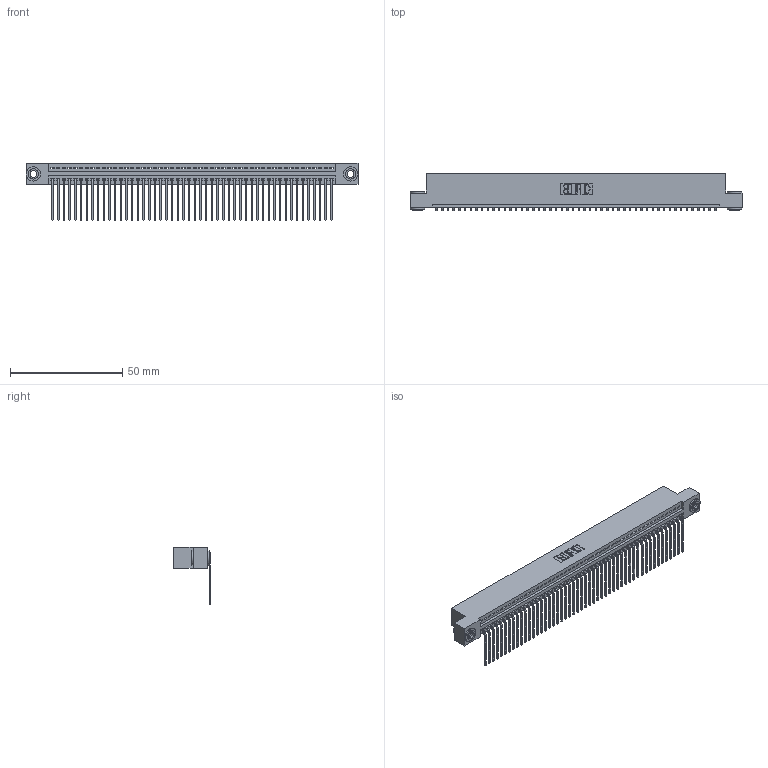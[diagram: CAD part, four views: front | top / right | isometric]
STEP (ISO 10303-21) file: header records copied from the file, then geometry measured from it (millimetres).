
FILE_DESCRIPTION (( 'STEP AP203' ), '1' );
FILE_NAME ('395-050-559-103.STEP', '2018-11-20T10:58:14', ( '' ), ( '' ), 'SwSTEP 2.0', 'SolidWorks 2016', '' );
FILE_SCHEMA (( 'CONFIG_CONTROL_DESIGN' ));
Length unit declared in the file: inch
Products named in the file (4): 345 Part_Flush Mounting Lugs - 0.156 Dia-TH; 395-050-559-103; 345-292-001_558 559 Tail - 1; 345-250-002_345-250-002-102
Assembly tree (53 placements, depth 2):
  395-050-559-103
    345 Part_Flush Mounting Lugs - 0.156 Dia-TH
    345-292-001_558 559 Tail - 1  x50
    345-250-002_345-250-002-102  x2
Bounding box: 148.21 x 16.75 x 25.53 mm (x, y, z)
Volume: 14328.6 mm3; surface area: 20343.5 mm2
Topology: 53 solids, 53 shells, 3164 faces, 9517 edges, 6274 vertices
Faces by surface type: plane 2190, cylinder 966, cone 8
Entity records: 37288 total; most frequent: CARTESIAN_POINT 6437, ORIENTED_EDGE 6414, DIRECTION 5641, EDGE_CURVE 3207, LINE 2851, VECTOR 2851, VERTEX_POINT 2134, AXIS2_PLACEMENT_3D 1395
